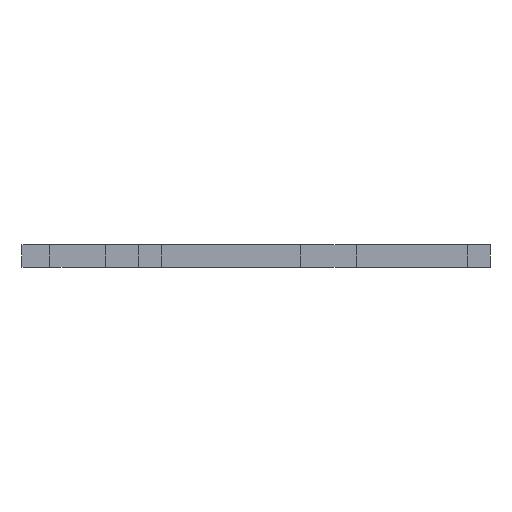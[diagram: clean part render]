
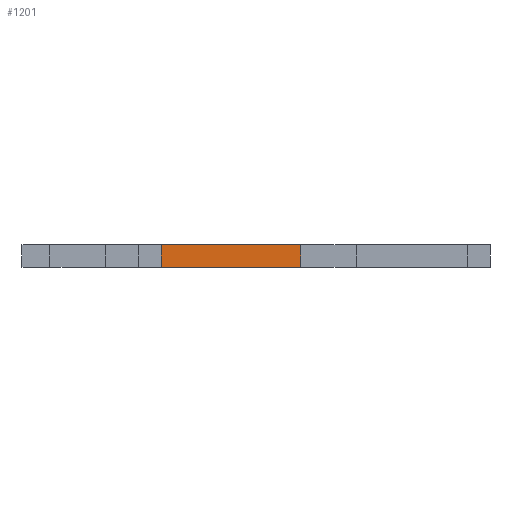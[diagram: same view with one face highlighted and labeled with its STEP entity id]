
A CAD part, left-side view. The second image highlights one B-rep face of the part: STEP entity #1201.
In plain terms, the highlighted planar face has unit normal (-1, 0, 0).
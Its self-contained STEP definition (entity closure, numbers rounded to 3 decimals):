
#71=FACE_OUTER_BOUND('',#133,.T.);
#133=EDGE_LOOP('',(#1067,#1068,#1069,#1070));
#167=LINE('',#1627,#335);
#229=LINE('',#1749,#397);
#303=LINE('',#1894,#471);
#304=LINE('',#1896,#472);
#335=VECTOR('',#1317,10.);
#397=VECTOR('',#1387,10.);
#471=VECTOR('',#1549,10.);
#472=VECTOR('',#1552,10.);
#502=VERTEX_POINT('',#1624);
#503=VERTEX_POINT('',#1626);
#558=VERTEX_POINT('',#1746);
#559=VERTEX_POINT('',#1748);
#615=EDGE_CURVE('',#502,#503,#167,.T.);
#677=EDGE_CURVE('',#559,#558,#229,.T.);
#751=EDGE_CURVE('',#502,#559,#303,.T.);
#752=EDGE_CURVE('',#503,#558,#304,.T.);
#1067=ORIENTED_EDGE('',*,*,#677,.T.);
#1068=ORIENTED_EDGE('',*,*,#752,.F.);
#1069=ORIENTED_EDGE('',*,*,#615,.F.);
#1070=ORIENTED_EDGE('',*,*,#751,.T.);
#1143=PLANE('',#1273);
#1201=ADVANCED_FACE('',(#71),#1143,.T.);
#1273=AXIS2_PLACEMENT_3D('',#1895,#1550,#1551);
#1317=DIRECTION('',(0.,1.,0.));
#1387=DIRECTION('',(0.,1.,0.));
#1549=DIRECTION('',(0.,0.,1.));
#1550=DIRECTION('center_axis',(-1.,0.,0.));
#1551=DIRECTION('ref_axis',(0.,-1.,0.));
#1552=DIRECTION('',(0.,0.,1.));
#1624=CARTESIAN_POINT('',(-223.,-50.,-2.5));
#1626=CARTESIAN_POINT('',(-223.,-25.,-2.5));
#1627=CARTESIAN_POINT('',(-223.,-25.,-2.5));
#1746=CARTESIAN_POINT('',(-223.,-25.,1.5));
#1748=CARTESIAN_POINT('',(-223.,-50.,1.5));
#1749=CARTESIAN_POINT('',(-223.,-10.965,1.5));
#1894=CARTESIAN_POINT('',(-223.,-50.,0.));
#1895=CARTESIAN_POINT('Origin',(-223.,-25.,0.));
#1896=CARTESIAN_POINT('',(-223.,-25.,0.));
